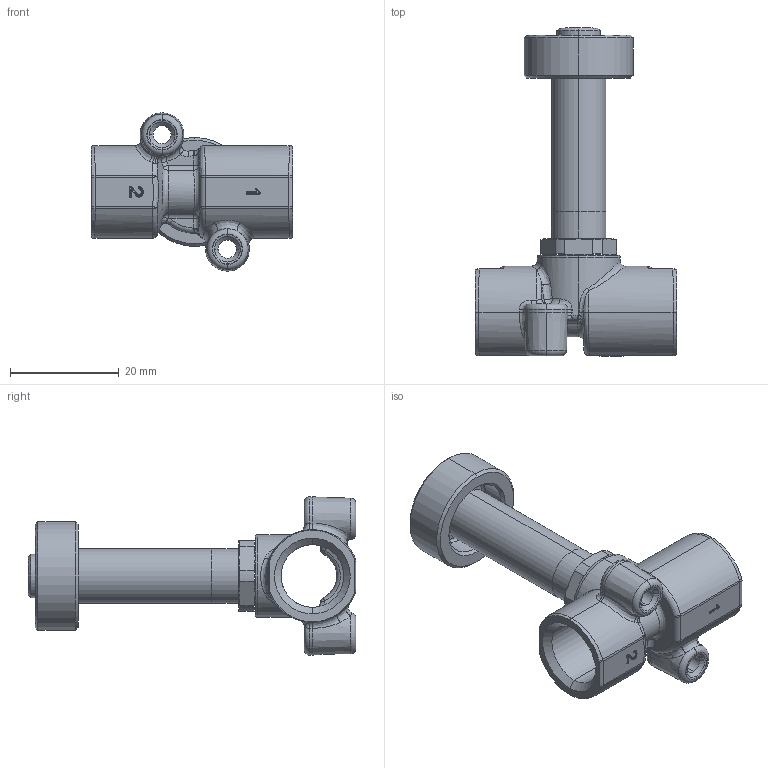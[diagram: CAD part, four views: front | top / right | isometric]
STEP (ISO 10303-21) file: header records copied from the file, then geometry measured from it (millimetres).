
FILE_DESCRIPTION (( 'STEP AP214' ), '1' );
FILE_NAME ('01F03215N0.STEP', '2015-09-09T13:17:34', ( '' ), ( '' ), 'SwSTEP 2.0', 'SolidWorks 2015', '' );
FILE_SCHEMA (( 'AUTOMOTIVE_DESIGN' ));
Length unit declared in the file: millimetre
Products named in the file (1): 01F03215N0
Bounding box: 37 x 60.2 x 29.06 mm (x, y, z)
Surface area: 6271.7 mm2 (no closed solid volume)
Topology: 0 solids, 5 shells, 298 faces, 823 edges, 490 vertices
Faces by surface type: bspline 112, cylinder 76, torus 36, plane 32, cone 30, sphere 12
Entity records: 16399 total; most frequent: CARTESIAN_POINT 6487, ORIENTED_EDGE 1424, DIRECTION 1272, EDGE_CURVE 800, AXIS2_PLACEMENT_3D 551, VERTEX_POINT 490, CIRCLE 364, EDGE_LOOP 310
